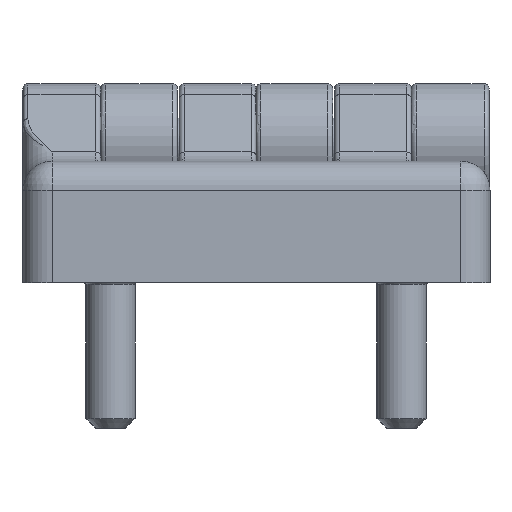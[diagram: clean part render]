
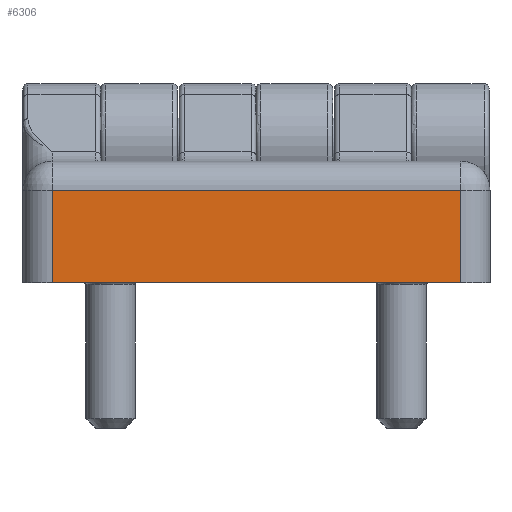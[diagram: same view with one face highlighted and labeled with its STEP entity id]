
A CAD part, front view. The second image highlights one B-rep face of the part: STEP entity #6306.
In plain terms, the highlighted planar face has unit normal (0, -1, 0).
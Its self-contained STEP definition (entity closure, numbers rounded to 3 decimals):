
#118=LINE('',#8838,#440);
#156=LINE('',#9031,#478);
#157=LINE('',#9035,#479);
#158=LINE('',#9037,#480);
#440=VECTOR('',#7312,1000.);
#478=VECTOR('',#7516,1000.);
#479=VECTOR('',#7521,1000.);
#480=VECTOR('',#7522,1000.);
#726=PLANE('',#6679);
#1228=ORIENTED_EDGE('',*,*,#2450,.T.);
#1229=ORIENTED_EDGE('',*,*,#2355,.T.);
#1230=ORIENTED_EDGE('',*,*,#2448,.T.);
#1231=ORIENTED_EDGE('',*,*,#2451,.F.);
#2355=EDGE_CURVE('',#2997,#2996,#118,.T.);
#2448=EDGE_CURVE('',#2996,#3061,#156,.T.);
#2450=EDGE_CURVE('',#3062,#2997,#157,.F.);
#2451=EDGE_CURVE('',#3062,#3061,#158,.T.);
#2996=VERTEX_POINT('',#8835);
#2997=VERTEX_POINT('',#8839);
#3061=VERTEX_POINT('',#9032);
#3062=VERTEX_POINT('',#9036);
#3731=EDGE_LOOP('',(#1228,#1229,#1230,#1231));
#4047=FACE_BOUND('',#3731,.T.);
#6306=ADVANCED_FACE('',(#4047),#726,.T.);
#6679=AXIS2_PLACEMENT_3D('',#9034,#7519,#7520);
#7312=DIRECTION('',(-1.,0.,0.));
#7516=DIRECTION('',(0.,0.,-1.));
#7519=DIRECTION('',(0.,-1.,0.));
#7520=DIRECTION('',(0.,0.,-1.));
#7521=DIRECTION('',(0.,0.,-1.));
#7522=DIRECTION('',(-1.,0.,0.));
#8835=CARTESIAN_POINT('',(-21.05,-8.5,9.5));
#8838=CARTESIAN_POINT('',(-21.05,-8.5,9.5));
#8839=CARTESIAN_POINT('',(21.05,-8.5,9.5));
#9031=CARTESIAN_POINT('',(-21.05,-8.5,12.5));
#9032=CARTESIAN_POINT('',(-21.05,-8.5,0.));
#9034=CARTESIAN_POINT('',(24.05,-8.5,12.5));
#9035=CARTESIAN_POINT('',(21.05,-8.5,12.5));
#9036=CARTESIAN_POINT('',(21.05,-8.5,0.));
#9037=CARTESIAN_POINT('',(24.05,-8.5,0.));
